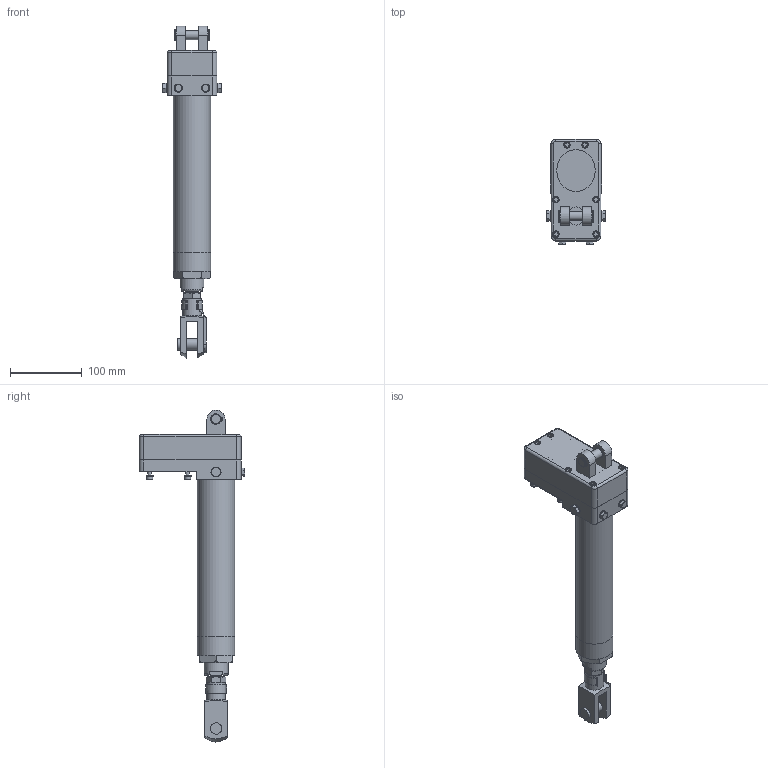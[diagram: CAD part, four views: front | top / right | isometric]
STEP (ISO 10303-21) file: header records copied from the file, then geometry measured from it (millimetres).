
FILE_DESCRIPTION (( 'STEP AP203' ), '1' );
FILE_NAME ('ERD-477072-1.step', '2024-12-18T15:30:24', ( '' ), ( '' ), 'SwSTEP 2.0', 'SolidWorks 2024', '' );
FILE_SCHEMA (( 'CONFIG_CONTROL_DESIGN' ));
Length unit declared in the file: inch
Products named in the file (7): 21939201_ERD-477072-1; tempJoin0_21939398_ERD-477072-1; 21939132_ERD-477072-1; Base_ERD-477072-1; temp4_11321783_ERD-477072-1_YMH-RP; tempJoin8_83169035_ERD-477072-1; ERD-477072-1
Assembly tree (6 placements, depth 2):
  ERD-477072-1
    tempJoin0_21939398_ERD-477072-1
    21939132_ERD-477072-1
    21939201_ERD-477072-1
    temp4_11321783_ERD-477072-1_YMH-RP
    tempJoin8_83169035_ERD-477072-1
    Base_ERD-477072-1
Bounding box: 82.99 x 147.64 x 464.27 mm (x, y, z)
Volume: 862446.5 mm3; surface area: 272545.7 mm2
Topology: 17 solids, 32 shells, 1103 faces, 2655 edges, 1701 vertices
Faces by surface type: plane 605, cylinder 370, cone 97, torus 24, bspline 7
Full cylindrical faces by diameter (mm): 1.194 x4, 3.967 x1, 4.2 x14, 4.826 x1, 5 x16, 5.232 x6, 5.486 x4, 5.613 x4, 5.999 x4, 6.629 x2, 6.8 x2, 7.925 x1, 8.331 x1, 8.5 x14, 9.144 x6, 9.652 x4, 9.754 x4, 9.98 x1, 10.262 x1, 11.252 x2, 11.887 x2, 12.7 x5, 13.487 x2, 13.716 x1, 14 x1, 14.5 x2, 15.875 x2, 16 x2, 16.051 x2, 19.05 x1
Entity records: 32757 total; most frequent: CARTESIAN_POINT 7155, DIRECTION 5457, ORIENTED_EDGE 4684, EDGE_CURVE 2342, AXIS2_PLACEMENT_3D 2158, VERTEX_POINT 1590, EDGE_LOOP 1444, FACE_OUTER_BOUND 1244
